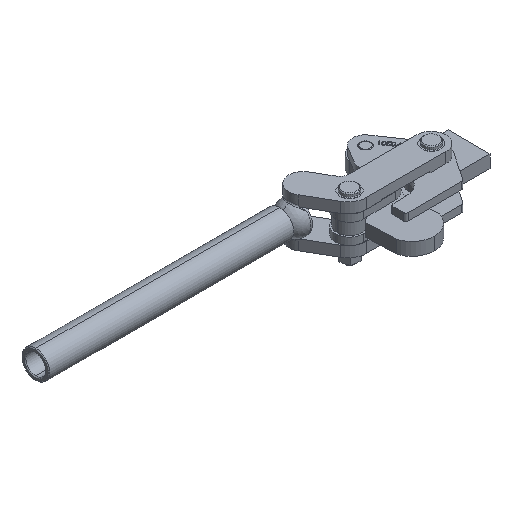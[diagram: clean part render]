
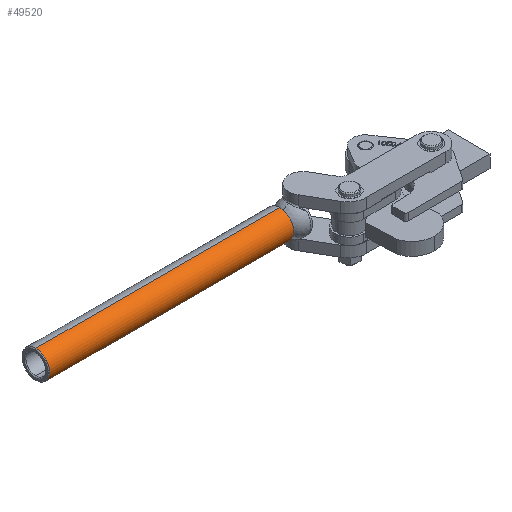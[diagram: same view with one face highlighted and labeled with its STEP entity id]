
A CAD part, isometric view. The second image highlights one B-rep face of the part: STEP entity #49520.
In plain terms, the highlighted cylindrical face has radius 8.65 mm (diameter 17.3 mm), a partial arc.
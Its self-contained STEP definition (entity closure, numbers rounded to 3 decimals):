
#679 = AXIS2_PLACEMENT_3D ( 'NONE', #43802, #38068, #4228 ) ;
#2431 = AXIS2_PLACEMENT_3D ( 'NONE', #20574, #60105, #26276 ) ;
#4228 = DIRECTION ( 'NONE',  ( 0., 0., 1. ) ) ;
#5928 = VERTEX_POINT ( 'NONE', #33024 ) ;
#7066 = VERTEX_POINT ( 'NONE', #9504 ) ;
#7113 = EDGE_CURVE ( 'NONE', #7066, #42142, #49624, .T. ) ;
#9504 = CARTESIAN_POINT ( 'NONE',  ( 227.4, -18.945, 6.45 ) ) ;
#12237 = DIRECTION ( 'NONE',  ( 1., 0., 0. ) ) ;
#16464 = ORIENTED_EDGE ( 'NONE', *, *, #53240, .T. ) ;
#17008 = EDGE_CURVE ( 'NONE', #5928, #69495, #60178, .T. ) ;
#18747 = EDGE_LOOP ( 'NONE', ( #58638, #29337, #16464, #26863 ) ) ;
#20574 = CARTESIAN_POINT ( 'NONE',  ( 227.4, -18.945, 15.1 ) ) ;
#26276 = DIRECTION ( 'NONE',  ( 0., 0., -1. ) ) ;
#26863 = ORIENTED_EDGE ( 'NONE', *, *, #17008, .F. ) ;
#28597 = FACE_OUTER_BOUND ( 'NONE', #18747, .T. ) ;
#29337 = ORIENTED_EDGE ( 'NONE', *, *, #7113, .T. ) ;
#33024 = CARTESIAN_POINT ( 'NONE',  ( 227.4, -18.945, 23.75 ) ) ;
#38068 = DIRECTION ( 'NONE',  ( -1., 0., 0. ) ) ;
#38407 = CARTESIAN_POINT ( 'NONE',  ( 75.5, -18.945, 6.45 ) ) ;
#38573 = CIRCLE ( 'NONE', #58335, 8.65 ) ;
#41233 = CIRCLE ( 'NONE', #2431, 8.65 ) ;
#42142 = VERTEX_POINT ( 'NONE', #38407 ) ;
#43394 = VECTOR ( 'NONE', #59409, 1000. ) ;
#43612 = CARTESIAN_POINT ( 'NONE',  ( 227.9, -18.945, 6.45 ) ) ;
#43802 = CARTESIAN_POINT ( 'NONE',  ( 227.9, -18.945, 15.1 ) ) ;
#46126 = CARTESIAN_POINT ( 'NONE',  ( 75.5, -18.945, 15.1 ) ) ;
#47835 = VECTOR ( 'NONE', #66314, 1000. ) ;
#48048 = CARTESIAN_POINT ( 'NONE',  ( 227.9, -18.945, 23.75 ) ) ;
#49520 = ADVANCED_FACE ( 'NONE', ( #28597 ), #71883, .T. ) ;
#49624 = LINE ( 'NONE', #43612, #47835 ) ;
#51816 = DIRECTION ( 'NONE',  ( 0., 0., -1. ) ) ;
#53240 = EDGE_CURVE ( 'NONE', #42142, #69495, #38573, .T. ) ;
#53520 = EDGE_CURVE ( 'NONE', #5928, #7066, #41233, .T. ) ;
#54626 = CARTESIAN_POINT ( 'NONE',  ( 75.5, -18.945, 23.75 ) ) ;
#58335 = AXIS2_PLACEMENT_3D ( 'NONE', #46126, #12237, #51816 ) ;
#58638 = ORIENTED_EDGE ( 'NONE', *, *, #53520, .T. ) ;
#59409 = DIRECTION ( 'NONE',  ( -1., 0., 0. ) ) ;
#60105 = DIRECTION ( 'NONE',  ( -1., 0., 0. ) ) ;
#60178 = LINE ( 'NONE', #48048, #43394 ) ;
#66314 = DIRECTION ( 'NONE',  ( -1., 0., 0. ) ) ;
#69495 = VERTEX_POINT ( 'NONE', #54626 ) ;
#71883 = CYLINDRICAL_SURFACE ( 'NONE', #679, 8.65 ) ;
